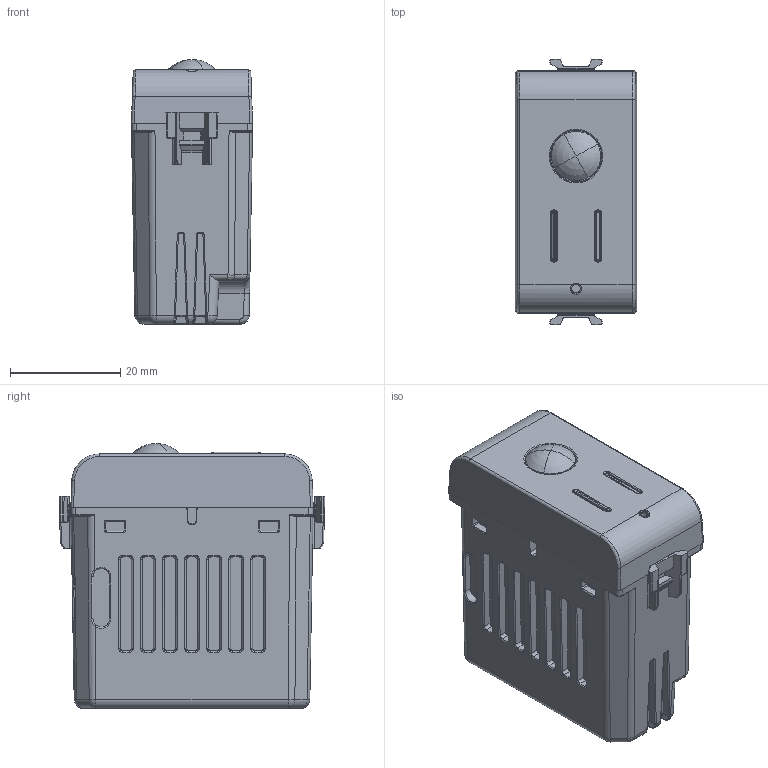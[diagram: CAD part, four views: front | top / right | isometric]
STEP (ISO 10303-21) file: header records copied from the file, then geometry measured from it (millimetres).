
FILE_DESCRIPTION(('CATIA V5 STEP Exchange','CAx-IF Rec.Pracs.--- Model Styling and Organization---1.4--- 2014-01-23'),'2;1');
FILE_NAME('GW10856.stp','2024-02-12T15:43:44+00:00',('none'),('none'),'CATIA Version 5-6 Release 2019 SP6','CATIA V5 STEP AP214 v1','none');
FILE_SCHEMA(('AUTOMOTIVE_DESIGN { 1 0 10303 214 1 1 1 1 }'));
Products named in the file (1): GW10856
Bounding box: 22 x 48.25 x 48.1 mm (x, y, z)
Volume: 33343 mm3; surface area: 11451 mm2
Topology: 4 solids, 5 shells, 962 faces, 2326 edges, 1371 vertices
Faces by surface type: cylinder 380, plane 311, bspline 209, sphere 33, cone 15, torus 14
Entity records: 41057 total; most frequent: CARTESIAN_POINT 21279, ORIENTED_EDGE 4570, DIRECTION 2520, EDGE_CURVE 2285, VERTEX_POINT 1371, B_SPLINE_CURVE_WITH_KNOTS 1033, EDGE_LOOP 1008, ADVANCED_FACE 962
